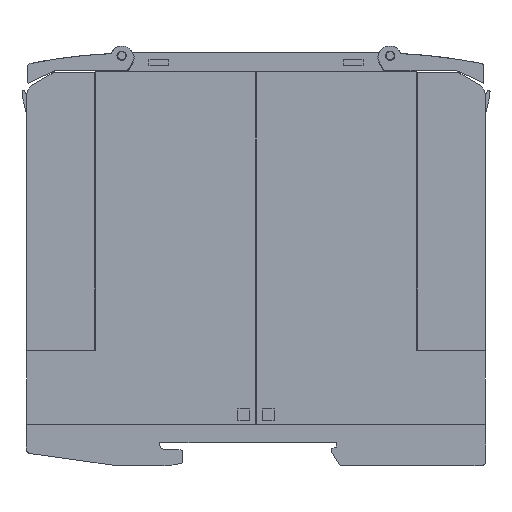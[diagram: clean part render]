
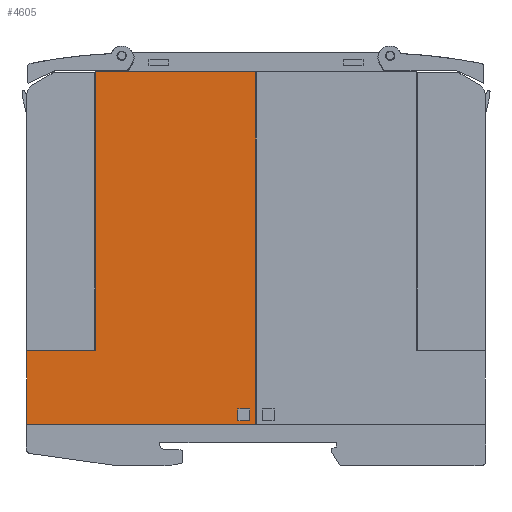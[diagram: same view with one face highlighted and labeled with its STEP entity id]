
A CAD part, left-side view. The second image highlights one B-rep face of the part: STEP entity #4605.
In plain terms, the highlighted planar face has unit normal (-1, 0, 0).
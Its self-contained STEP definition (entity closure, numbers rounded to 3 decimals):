
#4605=ADVANCED_FACE('',(#9368,#9369),#9370,.T.);
#9368=FACE_OUTER_BOUND('',#14165,.T.);
#9369=FACE_BOUND('',#14166,.T.);
#9370=PLANE('',#14167);
#14165=EDGE_LOOP('',(#28766,#28767,#28768,#28769,#28770,#28771));
#14166=EDGE_LOOP('',(#28772,#28773,#28774,#28775));
#14167=AXIS2_PLACEMENT_3D('',#28776,#28777,#28778);
#28766=ORIENTED_EDGE('',*,*,#30726,.T.);
#28767=ORIENTED_EDGE('',*,*,#34882,.F.);
#28768=ORIENTED_EDGE('',*,*,#34869,.T.);
#28769=ORIENTED_EDGE('',*,*,#34765,.T.);
#28770=ORIENTED_EDGE('',*,*,#34886,.T.);
#28771=ORIENTED_EDGE('',*,*,#30739,.T.);
#28772=ORIENTED_EDGE('',*,*,#34874,.T.);
#28773=ORIENTED_EDGE('',*,*,#34855,.T.);
#28774=ORIENTED_EDGE('',*,*,#34863,.T.);
#28775=ORIENTED_EDGE('',*,*,#34878,.T.);
#28776=CARTESIAN_POINT('',(0.05,75.949,9.001));
#28777=DIRECTION('',(-1.0,0.0,0.0));
#28778=DIRECTION('',(0.0,1.0,0.0));
#30726=EDGE_CURVE('',#37419,#37416,#37420,.T.);
#30739=EDGE_CURVE('',#37443,#37419,#37444,.T.);
#34765=EDGE_CURVE('',#43398,#43396,#43399,.T.);
#34855=EDGE_CURVE('',#43537,#43535,#43538,.T.);
#34863=EDGE_CURVE('',#43535,#43546,#43548,.T.);
#34869=EDGE_CURVE('',#43557,#43398,#43558,.T.);
#34874=EDGE_CURVE('',#43565,#43537,#43566,.T.);
#34878=EDGE_CURVE('',#43546,#43565,#43570,.T.);
#34882=EDGE_CURVE('',#43557,#37416,#43574,.T.);
#34886=EDGE_CURVE('',#43396,#37443,#43578,.T.);
#37416=VERTEX_POINT('',#47602);
#37419=VERTEX_POINT('',#47606);
#37420=LINE('',#47607,#47608);
#37443=VERTEX_POINT('',#47642);
#37444=LINE('',#47643,#47644);
#43396=VERTEX_POINT('',#56604);
#43398=VERTEX_POINT('',#56607);
#43399=LINE('',#56608,#56609);
#43535=VERTEX_POINT('',#56811);
#43537=VERTEX_POINT('',#56814);
#43538=LINE('',#56815,#56816);
#43546=VERTEX_POINT('',#56828);
#43548=LINE('',#56831,#56832);
#43557=VERTEX_POINT('',#56845);
#43558=LINE('',#56846,#56847);
#43565=VERTEX_POINT('',#56857);
#43566=LINE('',#56858,#56859);
#43570=LINE('',#56865,#56866);
#43574=LINE('',#56871,#56872);
#43578=LINE('',#56877,#56878);
#47602=CARTESIAN_POINT('',(0.05,100.899,25.101));
#47606=CARTESIAN_POINT('',(0.05,85.799,25.101));
#47607=CARTESIAN_POINT('',(0.05,84.674,25.101));
#47608=VECTOR('',#58733,1.0);
#47642=CARTESIAN_POINT('',(0.05,85.799,85.801));
#47643=CARTESIAN_POINT('',(0.05,85.799,32.226));
#47644=VECTOR('',#58745,1.0);
#56604=CARTESIAN_POINT('',(0.05,50.999,85.801));
#56607=CARTESIAN_POINT('',(0.05,50.999,9.001));
#56608=CARTESIAN_POINT('',(0.05,50.999,9.001));
#56609=VECTOR('',#62477,1.0);
#56811=CARTESIAN_POINT('',(0.05,54.899,9.801));
#56814=CARTESIAN_POINT('',(0.05,52.299,9.801));
#56815=CARTESIAN_POINT('',(0.05,64.774,9.801));
#56816=VECTOR('',#62545,1.0);
#56828=CARTESIAN_POINT('',(0.05,54.899,12.401));
#56831=CARTESIAN_POINT('',(0.05,54.899,10.051));
#56832=VECTOR('',#62551,1.0);
#56845=CARTESIAN_POINT('',(0.05,100.899,9.001));
#56846=CARTESIAN_POINT('',(0.05,100.899,9.001));
#56847=VECTOR('',#62556,1.0);
#56857=CARTESIAN_POINT('',(0.05,52.299,12.401));
#56858=CARTESIAN_POINT('',(0.05,52.299,10.051));
#56859=VECTOR('',#62560,1.0);
#56865=CARTESIAN_POINT('',(0.05,64.774,12.401));
#56866=VECTOR('',#62563,1.0);
#56871=CARTESIAN_POINT('',(0.05,100.899,9.001));
#56872=VECTOR('',#62565,1.0);
#56877=CARTESIAN_POINT('',(0.05,100.899,85.801));
#56878=VECTOR('',#62567,1.0);
#58733=DIRECTION('',(0.0,1.0,0.0));
#58745=DIRECTION('',(0.0,0.0,-1.0));
#62477=DIRECTION('',(0.0,0.0,1.0));
#62545=DIRECTION('',(0.0,1.0,0.0));
#62551=DIRECTION('',(0.0,0.0,1.0));
#62556=DIRECTION('',(0.0,-1.0,0.0));
#62560=DIRECTION('',(0.0,0.0,-1.0));
#62563=DIRECTION('',(0.0,-1.0,0.0));
#62565=DIRECTION('',(0.0,0.0,1.0));
#62567=DIRECTION('',(0.0,1.0,0.0));
